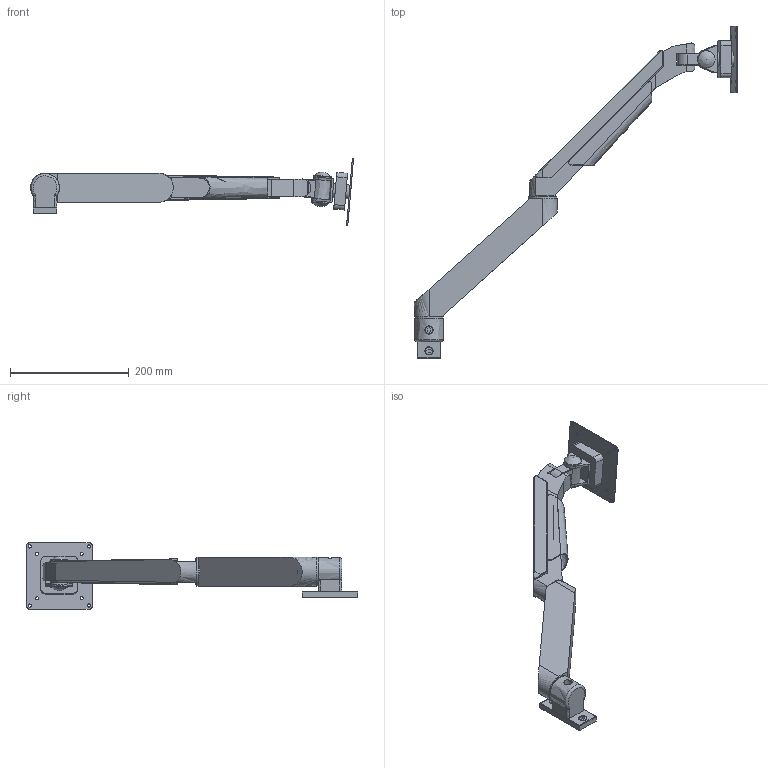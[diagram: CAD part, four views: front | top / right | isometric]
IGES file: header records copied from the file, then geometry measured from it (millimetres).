
Global section: file name: 143137; native system: Autodesk Inventor 2021; preprocessor: unknown; author: Mrówczyńska,,; organization: 11; date: 20230131.115741; units: millimetre
Bounding box: 543.71 x 558.67 x 111.76 mm (x, y, z)
Volume: 1513685.1 mm3; surface area: 236272.2 mm2
Topology: 7 solids, 8 shells, 265 faces, 687 edges, 465 vertices
Faces by surface type: bspline 265
